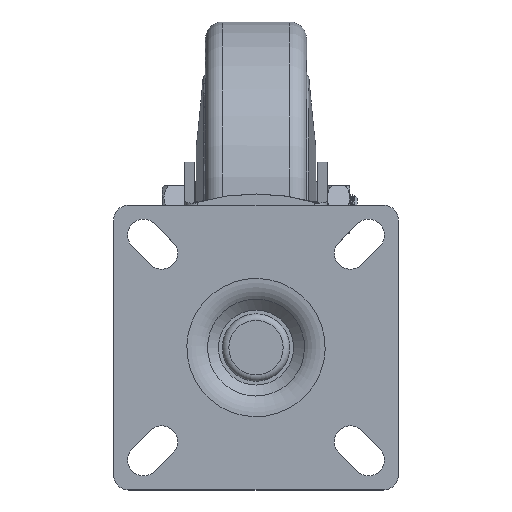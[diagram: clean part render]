
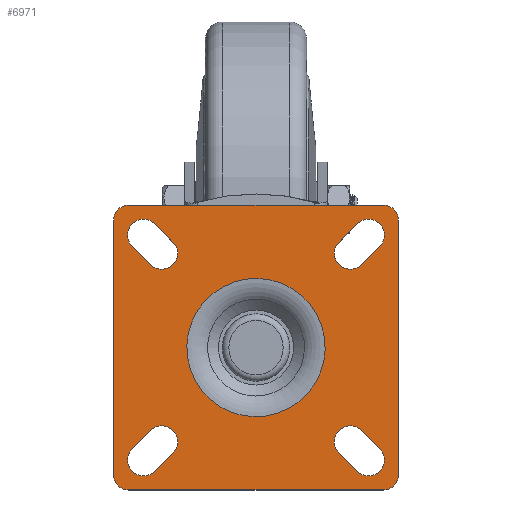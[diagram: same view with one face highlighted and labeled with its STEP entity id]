
A CAD part, top view. The second image highlights one B-rep face of the part: STEP entity #6971.
In plain terms, the highlighted planar face has unit normal (0, 0, 1).
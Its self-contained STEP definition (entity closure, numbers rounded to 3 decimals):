
#556=FACE_BOUND('',#1536,.T.);
#557=FACE_BOUND('',#1537,.T.);
#558=FACE_BOUND('',#1538,.T.);
#559=FACE_BOUND('',#1539,.T.);
#560=FACE_BOUND('',#1540,.T.);
#629=PLANE('',#7684);
#1064=FACE_OUTER_BOUND('',#1535,.T.);
#1535=EDGE_LOOP('',(#5578,#5579,#5580,#5581,#5582,#5583,#5584,#5585));
#1536=EDGE_LOOP('',(#5586));
#1537=EDGE_LOOP('',(#5587,#5588,#5589,#5590));
#1538=EDGE_LOOP('',(#5591,#5592,#5593,#5594));
#1539=EDGE_LOOP('',(#5595,#5596,#5597,#5598));
#1540=EDGE_LOOP('',(#5599,#5600,#5601,#5602));
#1891=LINE('',#18411,#2325);
#1892=LINE('',#18415,#2326);
#1893=LINE('',#18419,#2327);
#1894=LINE('',#18422,#2328);
#1895=LINE('',#18428,#2329);
#1896=LINE('',#18429,#2330);
#1897=LINE('',#18431,#2331);
#1898=LINE('',#18434,#2332);
#1899=LINE('',#18436,#2333);
#1900=LINE('',#18438,#2334);
#1901=LINE('',#18441,#2335);
#1902=LINE('',#18444,#2336);
#2325=VECTOR('',#8923,250.);
#2326=VECTOR('',#8926,250.);
#2327=VECTOR('',#8929,250.);
#2328=VECTOR('',#8932,250.);
#2329=VECTOR('',#8937,250.);
#2330=VECTOR('',#8938,250.);
#2331=VECTOR('',#8939,250.);
#2332=VECTOR('',#8942,250.);
#2333=VECTOR('',#8943,250.);
#2334=VECTOR('',#8944,250.);
#2335=VECTOR('',#8947,250.);
#2336=VECTOR('',#8950,250.);
#2858=CIRCLE('',#7654,1.063);
#2860=CIRCLE('',#7657,1.063);
#2862=CIRCLE('',#7660,1.063);
#2864=CIRCLE('',#7663,1.063);
#2879=CIRCLE('',#7683,1.);
#2880=CIRCLE('',#7685,1.);
#2881=CIRCLE('',#7686,1.);
#2882=CIRCLE('',#7687,1.);
#2883=CIRCLE('',#7688,4.613);
#2884=CIRCLE('',#7689,1.063);
#2885=CIRCLE('',#7690,1.063);
#2886=CIRCLE('',#7691,1.063);
#2887=CIRCLE('',#7692,1.063);
#3285=VERTEX_POINT('',#18319);
#3286=VERTEX_POINT('',#18321);
#3289=VERTEX_POINT('',#18328);
#3290=VERTEX_POINT('',#18330);
#3293=VERTEX_POINT('',#18337);
#3294=VERTEX_POINT('',#18339);
#3297=VERTEX_POINT('',#18346);
#3298=VERTEX_POINT('',#18348);
#3320=VERTEX_POINT('',#18404);
#3321=VERTEX_POINT('',#18406);
#3322=VERTEX_POINT('',#18410);
#3323=VERTEX_POINT('',#18412);
#3324=VERTEX_POINT('',#18414);
#3325=VERTEX_POINT('',#18416);
#3326=VERTEX_POINT('',#18418);
#3327=VERTEX_POINT('',#18420);
#3328=VERTEX_POINT('',#18423);
#3329=VERTEX_POINT('',#18425);
#3330=VERTEX_POINT('',#18426);
#3331=VERTEX_POINT('',#18430);
#3332=VERTEX_POINT('',#18432);
#3333=VERTEX_POINT('',#18435);
#3334=VERTEX_POINT('',#18437);
#3335=VERTEX_POINT('',#18440);
#3336=VERTEX_POINT('',#18442);
#4095=EDGE_CURVE('',#3285,#3286,#2858,.T.);
#4099=EDGE_CURVE('',#3289,#3290,#2860,.T.);
#4103=EDGE_CURVE('',#3293,#3294,#2862,.T.);
#4107=EDGE_CURVE('',#3297,#3298,#2864,.T.);
#4138=EDGE_CURVE('',#3321,#3320,#2879,.T.);
#4139=EDGE_CURVE('',#3321,#3322,#1891,.T.);
#4140=EDGE_CURVE('',#3323,#3322,#2880,.T.);
#4141=EDGE_CURVE('',#3323,#3324,#1892,.T.);
#4142=EDGE_CURVE('',#3325,#3324,#2881,.T.);
#4143=EDGE_CURVE('',#3325,#3326,#1893,.T.);
#4144=EDGE_CURVE('',#3327,#3326,#2882,.T.);
#4145=EDGE_CURVE('',#3327,#3320,#1894,.T.);
#4146=EDGE_CURVE('',#3328,#3328,#2883,.T.);
#4147=EDGE_CURVE('',#3329,#3330,#2884,.T.);
#4148=EDGE_CURVE('',#3298,#3329,#1895,.T.);
#4149=EDGE_CURVE('',#3330,#3297,#1896,.T.);
#4150=EDGE_CURVE('',#3331,#3293,#1897,.T.);
#4151=EDGE_CURVE('',#3332,#3331,#2885,.T.);
#4152=EDGE_CURVE('',#3294,#3332,#1898,.T.);
#4153=EDGE_CURVE('',#3290,#3333,#1899,.T.);
#4154=EDGE_CURVE('',#3334,#3289,#1900,.T.);
#4155=EDGE_CURVE('',#3333,#3334,#2886,.T.);
#4156=EDGE_CURVE('',#3335,#3285,#1901,.T.);
#4157=EDGE_CURVE('',#3336,#3335,#2887,.T.);
#4158=EDGE_CURVE('',#3286,#3336,#1902,.T.);
#5578=ORIENTED_EDGE('',*,*,#4139,.T.);
#5579=ORIENTED_EDGE('',*,*,#4140,.F.);
#5580=ORIENTED_EDGE('',*,*,#4141,.T.);
#5581=ORIENTED_EDGE('',*,*,#4142,.F.);
#5582=ORIENTED_EDGE('',*,*,#4143,.T.);
#5583=ORIENTED_EDGE('',*,*,#4144,.F.);
#5584=ORIENTED_EDGE('',*,*,#4145,.T.);
#5585=ORIENTED_EDGE('',*,*,#4138,.F.);
#5586=ORIENTED_EDGE('',*,*,#4146,.F.);
#5587=ORIENTED_EDGE('',*,*,#4147,.F.);
#5588=ORIENTED_EDGE('',*,*,#4148,.F.);
#5589=ORIENTED_EDGE('',*,*,#4107,.F.);
#5590=ORIENTED_EDGE('',*,*,#4149,.F.);
#5591=ORIENTED_EDGE('',*,*,#4150,.F.);
#5592=ORIENTED_EDGE('',*,*,#4151,.F.);
#5593=ORIENTED_EDGE('',*,*,#4152,.F.);
#5594=ORIENTED_EDGE('',*,*,#4103,.F.);
#5595=ORIENTED_EDGE('',*,*,#4153,.F.);
#5596=ORIENTED_EDGE('',*,*,#4099,.F.);
#5597=ORIENTED_EDGE('',*,*,#4154,.F.);
#5598=ORIENTED_EDGE('',*,*,#4155,.F.);
#5599=ORIENTED_EDGE('',*,*,#4095,.F.);
#5600=ORIENTED_EDGE('',*,*,#4156,.F.);
#5601=ORIENTED_EDGE('',*,*,#4157,.F.);
#5602=ORIENTED_EDGE('',*,*,#4158,.F.);
#6971=ADVANCED_FACE('',(#1064,#556,#557,#558,#559,#560),#629,.T.);
#7654=AXIS2_PLACEMENT_3D('',#18322,#8839,#8840);
#7657=AXIS2_PLACEMENT_3D('',#18331,#8847,#8848);
#7660=AXIS2_PLACEMENT_3D('',#18340,#8855,#8856);
#7663=AXIS2_PLACEMENT_3D('',#18349,#8863,#8864);
#7683=AXIS2_PLACEMENT_3D('',#18408,#8919,#8920);
#7684=AXIS2_PLACEMENT_3D('',#18409,#8921,#8922);
#7685=AXIS2_PLACEMENT_3D('',#18413,#8924,#8925);
#7686=AXIS2_PLACEMENT_3D('',#18417,#8927,#8928);
#7687=AXIS2_PLACEMENT_3D('',#18421,#8930,#8931);
#7688=AXIS2_PLACEMENT_3D('',#18424,#8933,#8934);
#7689=AXIS2_PLACEMENT_3D('',#18427,#8935,#8936);
#7690=AXIS2_PLACEMENT_3D('',#18433,#8940,#8941);
#7691=AXIS2_PLACEMENT_3D('',#18439,#8945,#8946);
#7692=AXIS2_PLACEMENT_3D('',#18443,#8948,#8949);
#8839=DIRECTION('center_axis',(0.,0.,1.));
#8840=DIRECTION('ref_axis',(0.,1.,0.));
#8847=DIRECTION('center_axis',(0.,0.,1.));
#8848=DIRECTION('ref_axis',(0.,1.,0.));
#8855=DIRECTION('center_axis',(0.,0.,1.));
#8856=DIRECTION('ref_axis',(0.,1.,0.));
#8863=DIRECTION('center_axis',(0.,0.,1.));
#8864=DIRECTION('ref_axis',(0.,1.,0.));
#8919=DIRECTION('center_axis',(0.,0.,-1.));
#8920=DIRECTION('ref_axis',(-1.,0.,0.));
#8921=DIRECTION('center_axis',(0.,0.,1.));
#8922=DIRECTION('ref_axis',(0.,1.,0.));
#8923=DIRECTION('',(0.,-1.,0.));
#8924=DIRECTION('center_axis',(0.,0.,-1.));
#8925=DIRECTION('ref_axis',(0.,-1.,0.));
#8926=DIRECTION('',(1.,0.,0.));
#8927=DIRECTION('center_axis',(0.,0.,-1.));
#8928=DIRECTION('ref_axis',(1.,0.,0.));
#8929=DIRECTION('',(0.,1.,0.));
#8930=DIRECTION('center_axis',(0.,0.,-1.));
#8931=DIRECTION('ref_axis',(0.,1.,0.));
#8932=DIRECTION('',(-1.,0.,0.));
#8933=DIRECTION('center_axis',(0.,0.,1.));
#8934=DIRECTION('ref_axis',(1.,0.,0.));
#8935=DIRECTION('center_axis',(0.,0.,1.));
#8936=DIRECTION('ref_axis',(0.,-1.,0.));
#8937=DIRECTION('',(0.707,-0.707,0.));
#8938=DIRECTION('',(-0.707,0.707,0.));
#8939=DIRECTION('',(0.707,0.707,0.));
#8940=DIRECTION('center_axis',(0.,0.,1.));
#8941=DIRECTION('ref_axis',(0.,-1.,0.));
#8942=DIRECTION('',(-0.707,-0.707,0.));
#8943=DIRECTION('',(-0.707,-0.707,0.));
#8944=DIRECTION('',(0.707,0.707,0.));
#8945=DIRECTION('center_axis',(0.,0.,1.));
#8946=DIRECTION('ref_axis',(0.,-1.,0.));
#8947=DIRECTION('',(-0.707,0.707,0.));
#8948=DIRECTION('center_axis',(0.,0.,1.));
#8949=DIRECTION('ref_axis',(0.,-1.,0.));
#8950=DIRECTION('',(0.707,-0.707,0.));
#18319=CARTESIAN_POINT('',(1.039,36.561,-18.272));
#18321=CARTESIAN_POINT('',(-0.464,35.059,-18.272));
#18322=CARTESIAN_POINT('Origin',(0.288,35.81,-18.272));
#18328=CARTESIAN_POINT('',(2.251,48.846,-18.272));
#18330=CARTESIAN_POINT('',(0.749,50.349,-18.272));
#18331=CARTESIAN_POINT('Origin',(1.5,49.597,-18.272));
#18337=CARTESIAN_POINT('',(-11.536,35.059,-18.272));
#18339=CARTESIAN_POINT('',(-13.039,36.561,-18.272));
#18340=CARTESIAN_POINT('Origin',(-12.288,35.81,-18.272));
#18346=CARTESIAN_POINT('',(-12.749,50.349,-18.272));
#18348=CARTESIAN_POINT('',(-14.251,48.846,-18.272));
#18349=CARTESIAN_POINT('Origin',(-13.5,49.597,-18.272));
#18404=CARTESIAN_POINT('',(-14.5,51.597,-18.272));
#18406=CARTESIAN_POINT('',(-15.5,50.597,-18.272));
#18408=CARTESIAN_POINT('Origin',(-14.5,50.597,-18.272));
#18409=CARTESIAN_POINT('Origin',(-6.,42.097,-18.272));
#18410=CARTESIAN_POINT('',(-15.5,33.597,-18.272));
#18411=CARTESIAN_POINT('',(-15.5,50.597,-18.272));
#18412=CARTESIAN_POINT('',(-14.5,32.597,-18.272));
#18413=CARTESIAN_POINT('Origin',(-14.5,33.597,-18.272));
#18414=CARTESIAN_POINT('',(2.5,32.597,-18.272));
#18415=CARTESIAN_POINT('',(-14.5,32.597,-18.272));
#18416=CARTESIAN_POINT('',(3.5,33.597,-18.272));
#18417=CARTESIAN_POINT('Origin',(2.5,33.597,-18.272));
#18418=CARTESIAN_POINT('',(3.5,50.597,-18.272));
#18419=CARTESIAN_POINT('',(3.5,33.597,-18.272));
#18420=CARTESIAN_POINT('',(2.5,51.597,-18.272));
#18421=CARTESIAN_POINT('Origin',(2.5,50.597,-18.272));
#18422=CARTESIAN_POINT('',(2.5,51.597,-18.272));
#18423=CARTESIAN_POINT('',(-1.389,41.972,-18.272));
#18424=CARTESIAN_POINT('Origin',(-6.,42.097,-18.272));
#18425=CARTESIAN_POINT('',(-13.039,47.634,-18.272));
#18426=CARTESIAN_POINT('',(-11.536,49.136,-18.272));
#18427=CARTESIAN_POINT('Origin',(-12.288,48.385,-18.272));
#18428=CARTESIAN_POINT('',(-14.251,48.846,-18.272));
#18429=CARTESIAN_POINT('',(-11.536,49.136,-18.272));
#18430=CARTESIAN_POINT('',(-12.749,33.846,-18.272));
#18431=CARTESIAN_POINT('',(-12.749,33.846,-18.272));
#18432=CARTESIAN_POINT('',(-14.251,35.349,-18.272));
#18433=CARTESIAN_POINT('Origin',(-13.5,34.597,-18.272));
#18434=CARTESIAN_POINT('',(-13.039,36.561,-18.272));
#18435=CARTESIAN_POINT('',(-0.464,49.136,-18.272));
#18436=CARTESIAN_POINT('',(0.749,50.349,-18.272));
#18437=CARTESIAN_POINT('',(1.039,47.634,-18.272));
#18438=CARTESIAN_POINT('',(1.039,47.634,-18.272));
#18439=CARTESIAN_POINT('Origin',(0.288,48.385,-18.272));
#18440=CARTESIAN_POINT('',(2.251,35.349,-18.272));
#18441=CARTESIAN_POINT('',(2.251,35.349,-18.272));
#18442=CARTESIAN_POINT('',(0.749,33.846,-18.272));
#18443=CARTESIAN_POINT('Origin',(1.5,34.597,-18.272));
#18444=CARTESIAN_POINT('',(-0.464,35.059,-18.272));
